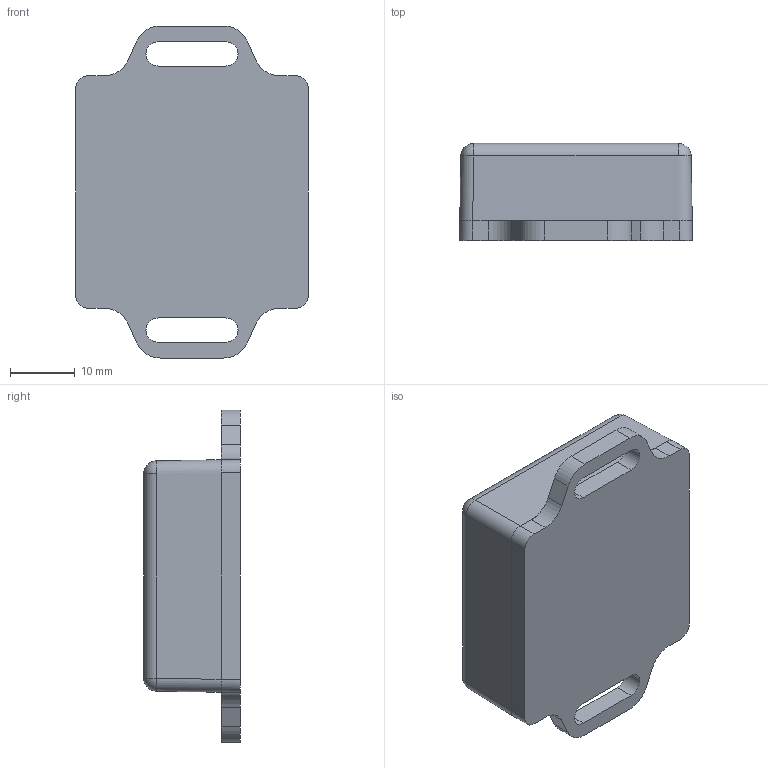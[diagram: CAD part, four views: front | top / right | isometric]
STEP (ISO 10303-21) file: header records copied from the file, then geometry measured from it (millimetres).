
FILE_DESCRIPTION (( 'STEP AP214' ), '1' );
FILE_NAME ('wMotion_BL_IMU.STEP', '2024-09-06T05:47:37', ( '' ), ( '' ), 'SwSTEP 2.0', 'SolidWorks 2023', '' );
FILE_SCHEMA (( 'AUTOMOTIVE_DESIGN' ));
Length unit declared in the file: millimetre
Products named in the file (1): wMotion_BL_IMU
Bounding box: 36 x 15 x 51.4 mm (x, y, z)
Volume: 19648.2 mm3; surface area: 5148.3 mm2
Topology: 1 solids, 1 shells, 52 faces, 130 edges, 80 vertices
Faces by surface type: plane 24, cylinder 24, sphere 4
Entity records: 1597 total; most frequent: CARTESIAN_POINT 299, DIRECTION 276, ORIENTED_EDGE 260, EDGE_CURVE 130, AXIS2_PLACEMENT_3D 97, LINE 82, VECTOR 82, VERTEX_POINT 80
